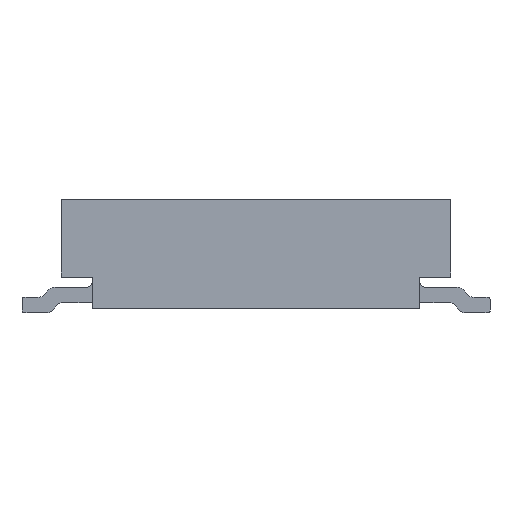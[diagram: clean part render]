
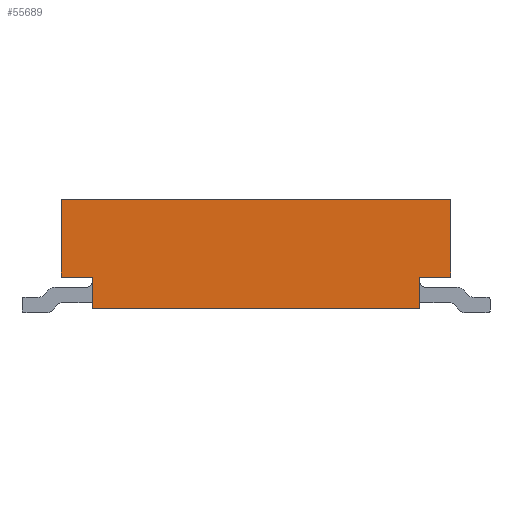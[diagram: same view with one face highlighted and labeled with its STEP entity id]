
A CAD part, left-side view. The second image highlights one B-rep face of the part: STEP entity #55689.
In plain terms, the highlighted planar face has unit normal (-1, 0, 0).
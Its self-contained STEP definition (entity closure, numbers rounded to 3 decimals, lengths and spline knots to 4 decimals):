
#5382=ORIENTED_EDGE('',*,*,#16969,.F.);
#5383=ORIENTED_EDGE('',*,*,#16970,.F.);
#5384=ORIENTED_EDGE('',*,*,#16971,.T.);
#5385=ORIENTED_EDGE('',*,*,#16972,.T.);
#5386=ORIENTED_EDGE('',*,*,#16919,.F.);
#5387=ORIENTED_EDGE('',*,*,#16968,.F.);
#5388=ORIENTED_EDGE('',*,*,#16973,.F.);
#5389=ORIENTED_EDGE('',*,*,#16974,.F.);
#16919=EDGE_CURVE('',#22612,#22613,#26487,.T.);
#16968=EDGE_CURVE('',#22639,#22612,#26536,.T.);
#16969=EDGE_CURVE('',#22640,#22641,#26537,.T.);
#16970=EDGE_CURVE('',#22642,#22640,#26538,.T.);
#16971=EDGE_CURVE('',#22642,#22643,#26539,.T.);
#16972=EDGE_CURVE('',#22643,#22613,#26540,.T.);
#16973=EDGE_CURVE('',#22644,#22639,#26541,.T.);
#16974=EDGE_CURVE('',#22641,#22644,#26542,.T.);
#22612=VERTEX_POINT('',#78067);
#22613=VERTEX_POINT('',#78069);
#22639=VERTEX_POINT('',#78149);
#22640=VERTEX_POINT('',#78153);
#22641=VERTEX_POINT('',#78154);
#22642=VERTEX_POINT('',#78156);
#22643=VERTEX_POINT('',#78158);
#22644=VERTEX_POINT('',#78161);
#26487=LINE('',#78068,#31355);
#26536=LINE('',#78150,#31404);
#26537=LINE('',#78152,#31405);
#26538=LINE('',#78155,#31406);
#26539=LINE('',#78157,#31407);
#26540=LINE('',#78159,#31408);
#26541=LINE('',#78160,#31409);
#26542=LINE('',#78162,#31410);
#31355=VECTOR('',#65128,1000.);
#31404=VECTOR('',#65189,1000.);
#31405=VECTOR('',#65192,1000.);
#31406=VECTOR('',#65193,1000.);
#31407=VECTOR('',#65194,1000.);
#31408=VECTOR('',#65195,1000.);
#31409=VECTOR('',#65196,1000.);
#31410=VECTOR('',#65197,1000.);
#34666=EDGE_LOOP('',(#5382,#5383,#5384,#5385,#5386,#5387,#5388,#5389));
#36846=FACE_BOUND('',#34666,.T.);
#38996=PLANE('',#58386);
#55689=ADVANCED_FACE('',(#36846),#38996,.F.);
#58386=AXIS2_PLACEMENT_3D('',#78151,#65190,#65191);
#65128=DIRECTION('',(0.,0.,-1.));
#65189=DIRECTION('',(0.,-1.,0.));
#65190=DIRECTION('',(1.,0.,0.));
#65191=DIRECTION('',(0.,0.,-1.));
#65192=DIRECTION('',(0.,0.,1.));
#65193=DIRECTION('',(0.,1.,0.));
#65194=DIRECTION('',(0.,0.,1.));
#65195=DIRECTION('',(0.,-1.,0.));
#65196=DIRECTION('',(0.,0.,1.));
#65197=DIRECTION('',(0.,1.,0.));
#78067=CARTESIAN_POINT('',(-5.05,-2.5,0.7));
#78068=CARTESIAN_POINT('',(-5.05,-2.5,0.7));
#78069=CARTESIAN_POINT('',(-5.05,-2.5,-0.3));
#78149=CARTESIAN_POINT('',(-5.05,2.5,0.7));
#78150=CARTESIAN_POINT('',(-5.05,2.5,0.7));
#78151=CARTESIAN_POINT('',(-5.05,0.,0.));
#78152=CARTESIAN_POINT('',(-5.05,2.1,-0.7));
#78153=CARTESIAN_POINT('',(-5.05,2.1,-0.7));
#78154=CARTESIAN_POINT('',(-5.05,2.1,-0.3));
#78155=CARTESIAN_POINT('',(-5.05,-2.5,-0.7));
#78156=CARTESIAN_POINT('',(-5.05,-2.1,-0.7));
#78157=CARTESIAN_POINT('',(-5.05,-2.1,-0.7));
#78158=CARTESIAN_POINT('',(-5.05,-2.1,-0.3));
#78159=CARTESIAN_POINT('',(-5.05,-2.1,-0.3));
#78160=CARTESIAN_POINT('',(-5.05,2.5,-0.7));
#78161=CARTESIAN_POINT('',(-5.05,2.5,-0.3));
#78162=CARTESIAN_POINT('',(-5.05,2.1,-0.3));
